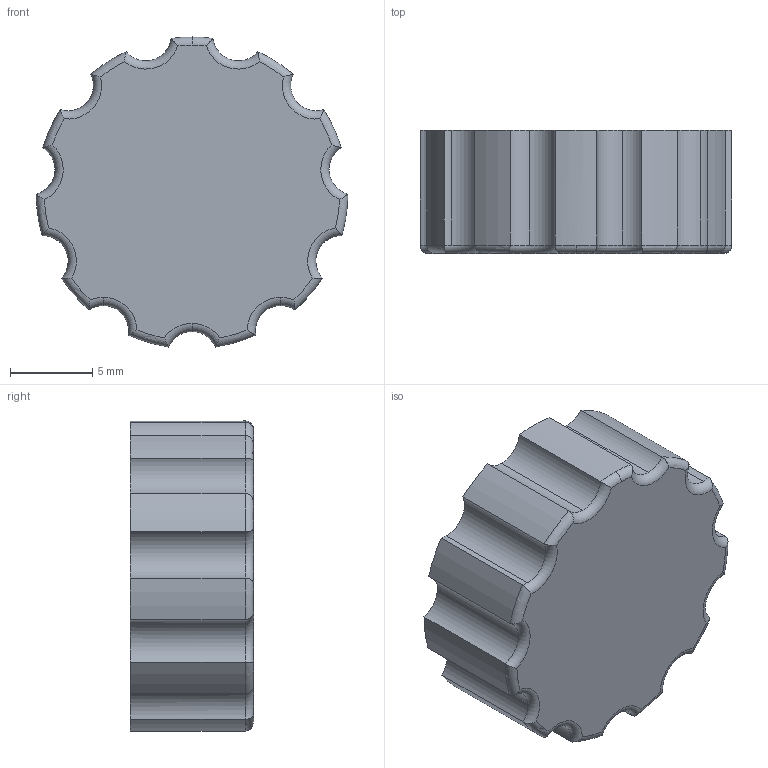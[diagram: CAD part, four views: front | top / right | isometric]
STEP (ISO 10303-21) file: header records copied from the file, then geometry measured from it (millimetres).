
FILE_DESCRIPTION (( 'STEP AP214' ), '1' );
FILE_NAME ('Selector.STEP', '2022-10-24T09:46:17', ( '' ), ( '' ), 'SwSTEP 2.0', 'SolidWorks 2022', '' );
FILE_SCHEMA (( 'AUTOMOTIVE_DESIGN' ));
Length unit declared in the file: millimetre
Products named in the file (1): Selector
Bounding box: 19 x 7.5 x 18.89 mm (x, y, z)
Volume: 1838 mm3; surface area: 1101.7 mm2
Topology: 1 solids, 1 shells, 59 faces, 146 edges, 90 vertices
Faces by surface type: torus 28, cylinder 28, plane 3
Entity records: 1920 total; most frequent: CARTESIAN_POINT 452, DIRECTION 336, ORIENTED_EDGE 292, AXIS2_PLACEMENT_3D 154, EDGE_CURVE 146, CIRCLE 94, VERTEX_POINT 90, EDGE_LOOP 60
